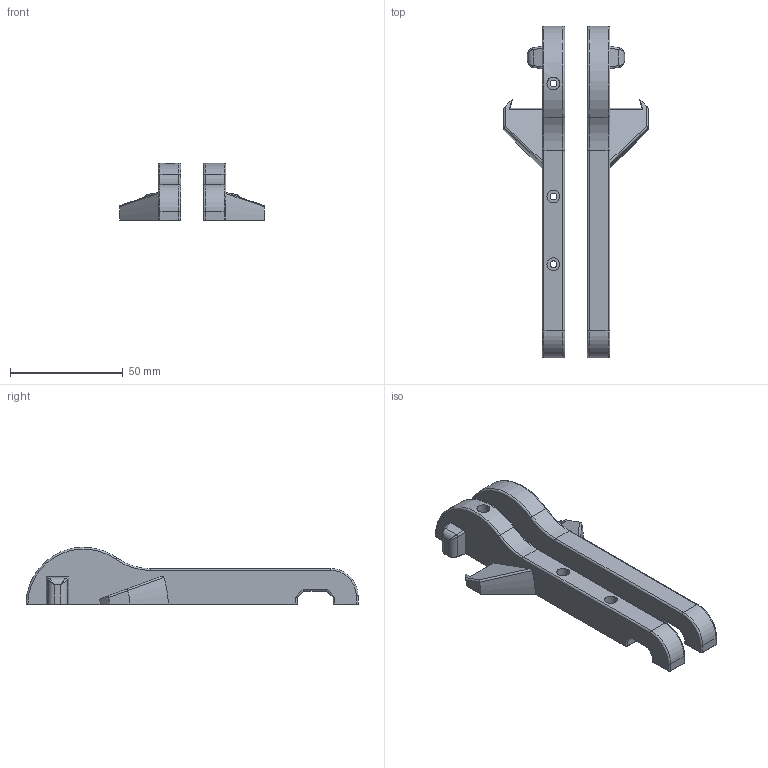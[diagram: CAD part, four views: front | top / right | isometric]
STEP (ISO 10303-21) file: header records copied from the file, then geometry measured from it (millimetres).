
FILE_DESCRIPTION(/* description */ (''),/* implementation_level */ '2;1');
FILE_NAME(/* name */ 'Jar Opener M3.step',/* time_stamp */ '2024-04-10T12:41:20-06:00',/* author */ (''),/* organization */ (''),/* preprocessor_version */ 'ST-DEVELOPER v20',/* originating_system */ 'Autodesk Translation Framework v12.20.1.177',/* authorisation */ '');
FILE_SCHEMA (('AUTOMOTIVE_DESIGN { 1 0 10303 214 3 1 1 }'));
Length unit declared in the file: millimetre
Products named in the file (1): Jar Opener M3
Bounding box: 64 x 147 x 25.5 mm (x, y, z)
Volume: 53910.7 mm3; surface area: 19079.2 mm2
Topology: 2 solids, 2 shells, 189 faces, 443 edges, 260 vertices
Faces by surface type: plane 70, cylinder 59, cone 28, bspline 20, torus 12
Full cylindrical faces by diameter (mm): 3 x6, 5.7 x3
Entity records: 5905 total; most frequent: CARTESIAN_POINT 1659, ORIENTED_EDGE 878, DIRECTION 863, EDGE_CURVE 439, AXIS2_PLACEMENT_3D 313, VERTEX_POINT 260, LINE 237, VECTOR 237
